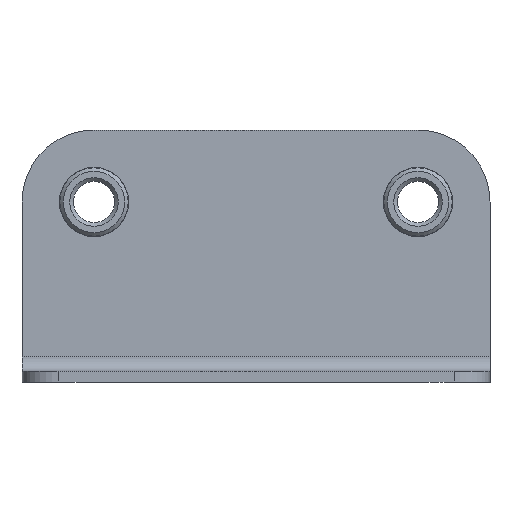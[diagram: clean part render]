
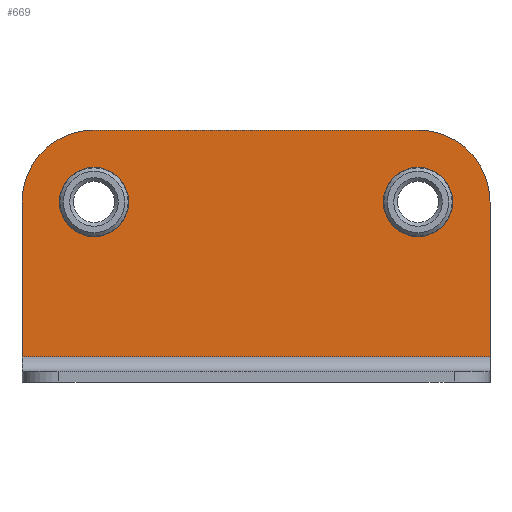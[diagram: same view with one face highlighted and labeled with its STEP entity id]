
A CAD part, left-side view. The second image highlights one B-rep face of the part: STEP entity #669.
In plain terms, the highlighted planar face has unit normal (-1, 0, 0).
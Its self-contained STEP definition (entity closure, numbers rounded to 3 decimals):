
#71=FACE_BOUND('',#150,.T.);
#72=FACE_BOUND('',#151,.T.);
#88=PLANE('',#718);
#107=FACE_OUTER_BOUND('',#149,.T.);
#149=EDGE_LOOP('',(#481,#482,#483,#484,#485,#486));
#150=EDGE_LOOP('',(#487));
#151=EDGE_LOOP('',(#488));
#207=LINE('',#1008,#247);
#210=LINE('',#1014,#250);
#211=LINE('',#1016,#251);
#212=LINE('',#1018,#252);
#247=VECTOR('',#806,90.);
#250=VECTOR('',#811,43.);
#251=VECTOR('',#812,130.);
#252=VECTOR('',#813,43.);
#286=CIRCLE('',#716,20.);
#287=CIRCLE('',#719,20.);
#288=CIRCLE('',#720,9.6);
#289=CIRCLE('',#721,9.6);
#321=VERTEX_POINT('',#1001);
#322=VERTEX_POINT('',#1003);
#323=VERTEX_POINT('',#1007);
#325=VERTEX_POINT('',#1013);
#326=VERTEX_POINT('',#1015);
#327=VERTEX_POINT('',#1017);
#328=VERTEX_POINT('',#1020);
#329=VERTEX_POINT('',#1022);
#385=EDGE_CURVE('',#321,#322,#286,.T.);
#387=EDGE_CURVE('',#323,#322,#207,.T.);
#390=EDGE_CURVE('',#325,#321,#210,.T.);
#391=EDGE_CURVE('',#326,#325,#211,.T.);
#392=EDGE_CURVE('',#327,#326,#212,.T.);
#393=EDGE_CURVE('',#323,#327,#287,.T.);
#394=EDGE_CURVE('',#328,#328,#288,.T.);
#395=EDGE_CURVE('',#329,#329,#289,.T.);
#481=ORIENTED_EDGE('',*,*,#385,.F.);
#482=ORIENTED_EDGE('',*,*,#390,.F.);
#483=ORIENTED_EDGE('',*,*,#391,.F.);
#484=ORIENTED_EDGE('',*,*,#392,.F.);
#485=ORIENTED_EDGE('',*,*,#393,.F.);
#486=ORIENTED_EDGE('',*,*,#387,.T.);
#487=ORIENTED_EDGE('',*,*,#394,.T.);
#488=ORIENTED_EDGE('',*,*,#395,.T.);
#669=ADVANCED_FACE('',(#107,#71,#72),#88,.T.);
#716=AXIS2_PLACEMENT_3D('',#1004,#801,#802);
#718=AXIS2_PLACEMENT_3D('',#1012,#809,#810);
#719=AXIS2_PLACEMENT_3D('',#1019,#814,#815);
#720=AXIS2_PLACEMENT_3D('',#1021,#816,#817);
#721=AXIS2_PLACEMENT_3D('',#1023,#818,#819);
#801=DIRECTION('center_axis',(1.,0.,0.));
#802=DIRECTION('ref_axis',(0.,0.707,0.707));
#806=DIRECTION('',(0.,1.,0.));
#809=DIRECTION('center_axis',(-1.,0.,0.));
#810=DIRECTION('ref_axis',(0.,0.,1.));
#811=DIRECTION('',(0.,0.,1.));
#812=DIRECTION('',(0.,1.,0.));
#813=DIRECTION('',(0.,0.,-1.));
#814=DIRECTION('center_axis',(1.,0.,0.));
#815=DIRECTION('ref_axis',(0.,-0.707,0.707));
#816=DIRECTION('center_axis',(1.,0.,0.));
#817=DIRECTION('ref_axis',(0.,0.,-1.));
#818=DIRECTION('center_axis',(1.,0.,0.));
#819=DIRECTION('ref_axis',(0.,0.,-1.));
#1001=CARTESIAN_POINT('',(-3.,65.,50.));
#1003=CARTESIAN_POINT('',(-3.,45.,70.));
#1004=CARTESIAN_POINT('Origin',(-3.,45.,50.));
#1007=CARTESIAN_POINT('',(-3.,-45.,70.));
#1008=CARTESIAN_POINT('',(-3.,0.,70.));
#1012=CARTESIAN_POINT('Origin',(-3.,0.,3.));
#1013=CARTESIAN_POINT('',(-3.,65.,7.));
#1014=CARTESIAN_POINT('',(-3.,65.,3.));
#1015=CARTESIAN_POINT('',(-3.,-65.,7.));
#1016=CARTESIAN_POINT('',(-3.,0.,7.));
#1017=CARTESIAN_POINT('',(-3.,-65.,50.));
#1018=CARTESIAN_POINT('',(-3.,-65.,3.));
#1019=CARTESIAN_POINT('Origin',(-3.,-45.,50.));
#1020=CARTESIAN_POINT('',(-3.,-45.,59.6));
#1021=CARTESIAN_POINT('Origin',(-3.,-45.,50.));
#1022=CARTESIAN_POINT('',(-3.,45.,59.6));
#1023=CARTESIAN_POINT('Origin',(-3.,45.,50.));
